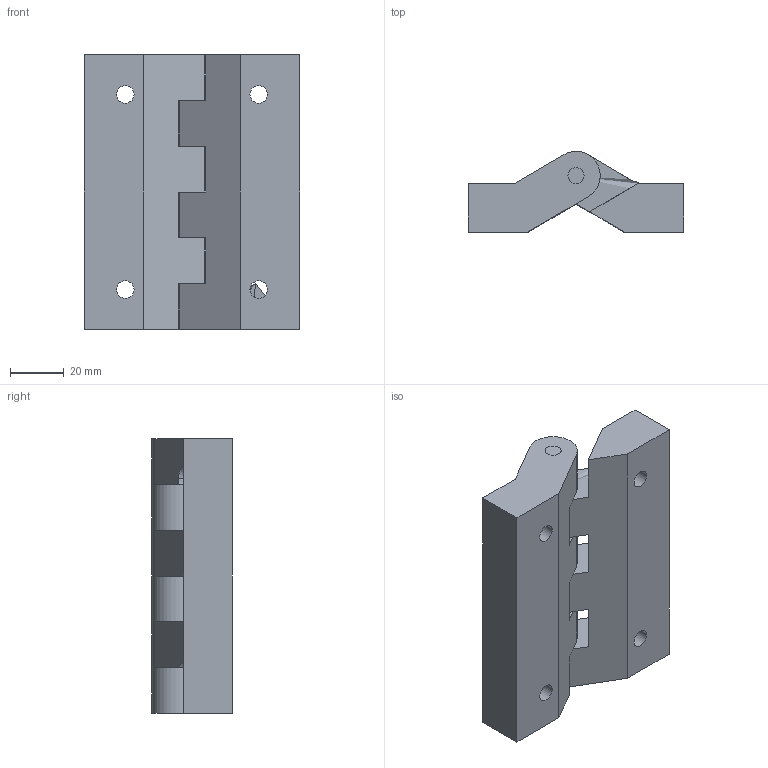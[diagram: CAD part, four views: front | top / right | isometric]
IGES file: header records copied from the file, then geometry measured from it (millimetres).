
Start section: Elysium IGES Interface
Global section: file name: S0260-65011.igs; native system: CoCreate Modeling 17.0  01-Apr-2010; preprocessor: CoCreate IGES_3D V2.2; author: Unknown; organization: Unknown; date: 20110607.042147; units: millimetre
Bounding box: 80 x 30 x 102 mm (x, y, z)
Volume: 130934.3 mm3; surface area: 43874.9 mm2
Topology: 3 solids, 3 shells, 78 faces, 213 edges, 136 vertices
Faces by surface type: bspline 78
